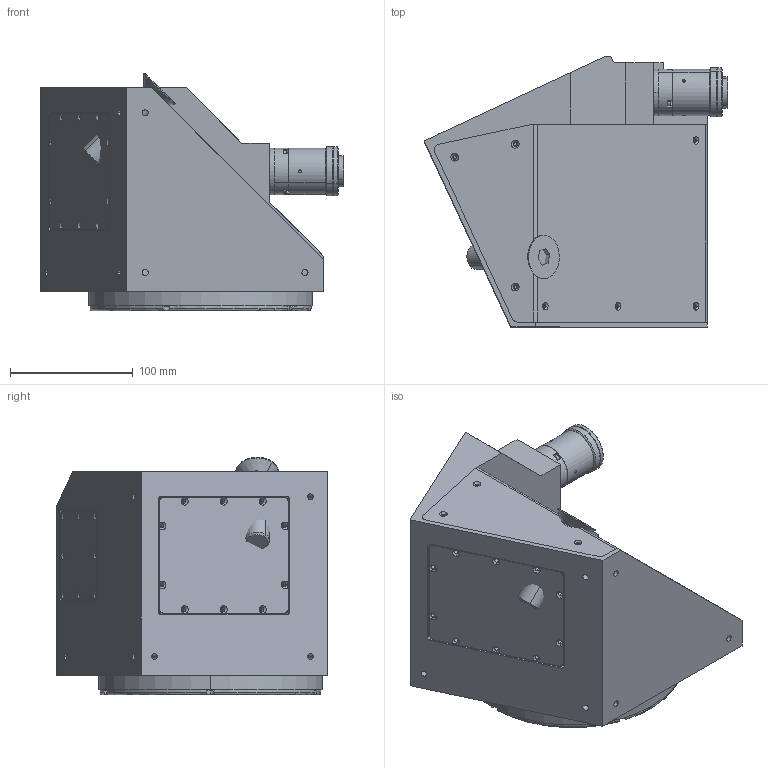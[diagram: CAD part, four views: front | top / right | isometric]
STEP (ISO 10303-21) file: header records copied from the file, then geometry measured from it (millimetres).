
FILE_DESCRIPTION (( 'STEP AP203' ), '1' );
FILE_NAME ('TCCR3M120-C.step', '2019-06-07T12:02:15', ( '' ), ( '' ), 'SwSTEP 2.0', 'SolidWorks 2018', '' );
FILE_SCHEMA (( 'CONFIG_CONTROL_DESIGN' ));
Length unit declared in the file: millimetre
Products named in the file (1): TCCR3M120-C
Bounding box: 247.38 x 220 x 193.25 mm (x, y, z)
Surface area: 244450.4 mm2 (no closed solid volume)
Topology: 0 solids, 21 shells, 369 faces, 1115 edges, 754 vertices
Faces by surface type: cylinder 189, plane 97, cone 70, torus 11, sphere 2
Entity records: 13059 total; most frequent: CARTESIAN_POINT 2667, DIRECTION 2348, ORIENTED_EDGE 1880, EDGE_CURVE 1113, AXIS2_PLACEMENT_3D 905, VERTEX_POINT 754, VECTOR 538, LINE 538
